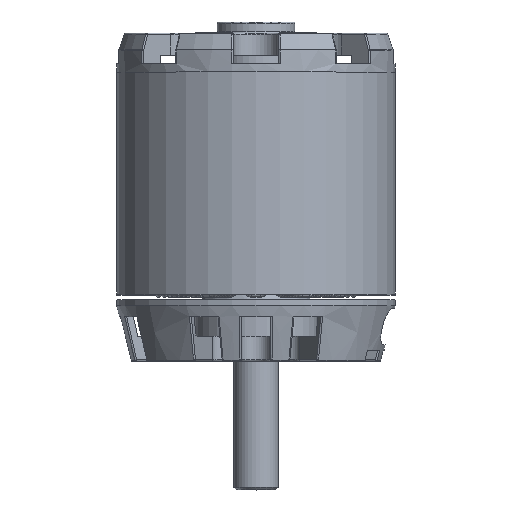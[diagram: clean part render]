
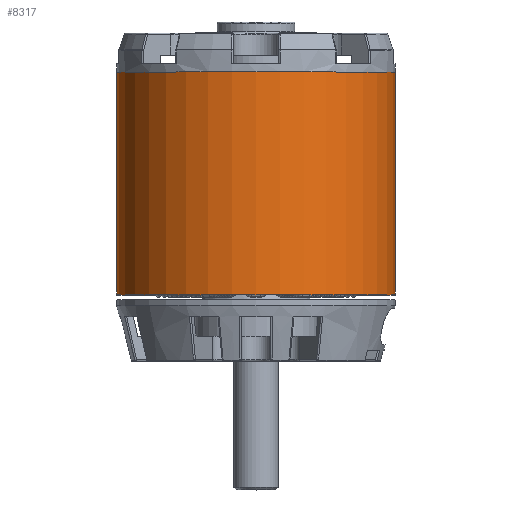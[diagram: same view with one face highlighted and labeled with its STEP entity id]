
A CAD part, top view. The second image highlights one B-rep face of the part: STEP entity #8317.
In plain terms, the highlighted cylindrical face has radius 25 mm (diameter 50 mm), a full revolution.
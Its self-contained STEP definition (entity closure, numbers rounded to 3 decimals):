
#627=CYLINDRICAL_SURFACE('',#9470,25.);
#1283=FACE_OUTER_BOUND('',#1803,.T.);
#1803=EDGE_LOOP('',(#7811,#7812,#7813,#7814));
#2297=LINE('',#16594,#2787);
#2787=VECTOR('',#12119,25.);
#3393=CIRCLE('',#9471,25.);
#3394=CIRCLE('',#9472,25.);
#4148=VERTEX_POINT('',#16591);
#4149=VERTEX_POINT('',#16593);
#5370=EDGE_CURVE('',#4148,#4148,#3393,.T.);
#5371=EDGE_CURVE('',#4148,#4149,#2297,.T.);
#5372=EDGE_CURVE('',#4149,#4149,#3394,.T.);
#7811=ORIENTED_EDGE('',*,*,#5370,.F.);
#7812=ORIENTED_EDGE('',*,*,#5371,.T.);
#7813=ORIENTED_EDGE('',*,*,#5372,.F.);
#7814=ORIENTED_EDGE('',*,*,#5371,.F.);
#8317=ADVANCED_FACE('',(#1283),#627,.T.);
#9470=AXIS2_PLACEMENT_3D('',#16590,#12115,#12116);
#9471=AXIS2_PLACEMENT_3D('',#16592,#12117,#12118);
#9472=AXIS2_PLACEMENT_3D('',#16595,#12120,#12121);
#12115=DIRECTION('center_axis',(0.,-1.,0.));
#12116=DIRECTION('ref_axis',(1.,0.,0.));
#12117=DIRECTION('center_axis',(0.,-1.,0.));
#12118=DIRECTION('ref_axis',(1.,0.,0.));
#12119=DIRECTION('',(0.,1.,0.));
#12120=DIRECTION('center_axis',(0.,1.,0.));
#12121=DIRECTION('ref_axis',(1.,0.,0.));
#16590=CARTESIAN_POINT('Origin',(0.,-7.,0.));
#16591=CARTESIAN_POINT('',(-25.,-47.,0.));
#16592=CARTESIAN_POINT('Origin',(0.,-47.,0.));
#16593=CARTESIAN_POINT('',(-25.,-7.,0.));
#16594=CARTESIAN_POINT('',(-25.,-7.,0.));
#16595=CARTESIAN_POINT('Origin',(0.,-7.,0.));
